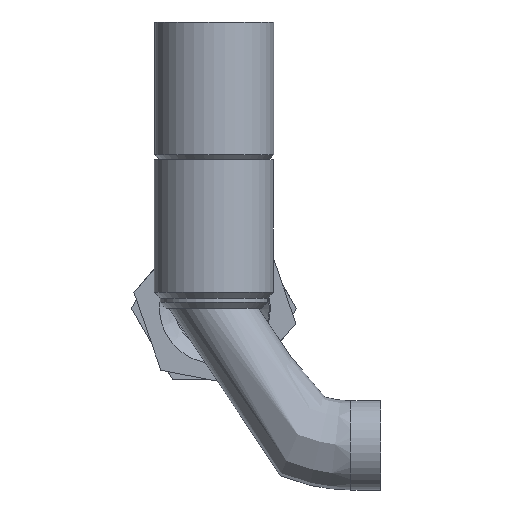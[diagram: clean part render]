
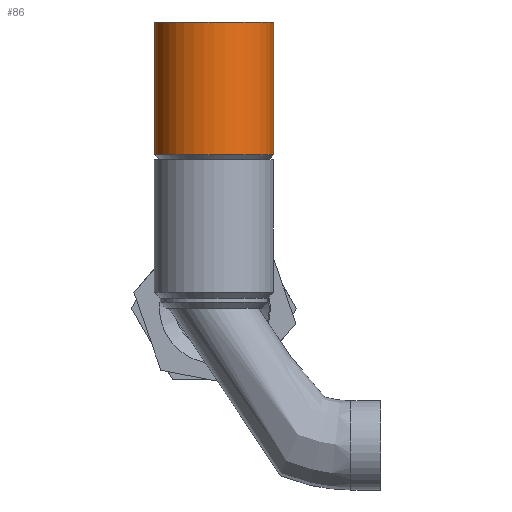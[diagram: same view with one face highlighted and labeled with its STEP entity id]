
A CAD part, front view. The second image highlights one B-rep face of the part: STEP entity #86.
In plain terms, the highlighted cylindrical face has radius 10 mm (diameter 20 mm), a full revolution.
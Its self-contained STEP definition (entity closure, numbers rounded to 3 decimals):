
#86 = ADVANCED_FACE( '', ( #186, #187 ), #188, .T. );
#186 = FACE_OUTER_BOUND( '', #304, .T. );
#187 = FACE_OUTER_BOUND( '', #305, .T. );
#188 = CYLINDRICAL_SURFACE( '', #306, 10. );
#304 = EDGE_LOOP( '', ( #452 ) );
#305 = EDGE_LOOP( '', ( #453 ) );
#306 = AXIS2_PLACEMENT_3D( '', #454, #455, #456 );
#452 = ORIENTED_EDGE( '', *, *, #597, .T. );
#453 = ORIENTED_EDGE( '', *, *, #606, .T. );
#454 = CARTESIAN_POINT( '', ( 0., 0., 1.692 ) );
#455 = DIRECTION( '', ( 0., 0., -1. ) );
#456 = DIRECTION( '', ( 1., 0., 0. ) );
#597 = EDGE_CURVE( '', #670, #670, #671, .F. );
#606 = EDGE_CURVE( '', #684, #684, #685, .T. );
#670 = VERTEX_POINT( '', #784 );
#671 = CIRCLE( '', #785, 10. );
#684 = VERTEX_POINT( '', #811 );
#685 = CIRCLE( '', #812, 10. );
#784 = CARTESIAN_POINT( '', ( -10., 0., 2.692 ) );
#785 = AXIS2_PLACEMENT_3D( '', #946, #947, #948 );
#811 = CARTESIAN_POINT( '', ( 10., 0., 24.992 ) );
#812 = AXIS2_PLACEMENT_3D( '', #957, #958, #959 );
#946 = CARTESIAN_POINT( '', ( 0., 0., 2.692 ) );
#947 = DIRECTION( '', ( 0., 0., -1. ) );
#948 = DIRECTION( '', ( -1., 0., 0. ) );
#957 = CARTESIAN_POINT( '', ( 0., 0., 24.992 ) );
#958 = DIRECTION( '', ( 0., 0., -1. ) );
#959 = DIRECTION( '', ( 1., 0., 0. ) );
